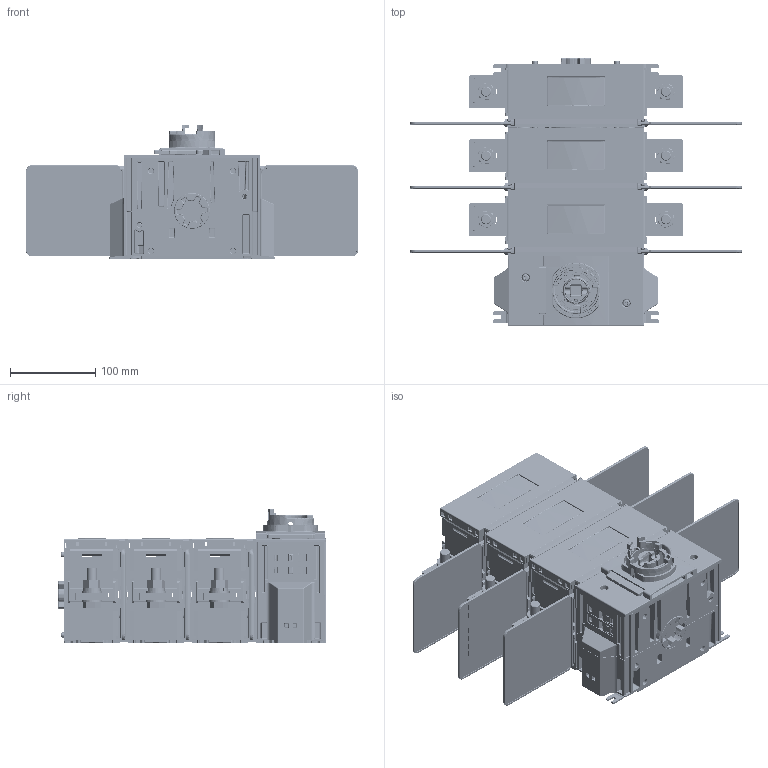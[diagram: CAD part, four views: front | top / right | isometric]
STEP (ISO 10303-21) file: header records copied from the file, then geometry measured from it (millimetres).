
FILE_DESCRIPTION(/* description */ (''),/* implementation_level */ '2;1');
FILE_NAME(/* name */ 'FILE_STP_CAD_DRAWING_3d_GL1000C1____prt.stp',/* time_stamp */ '2023-04-21T16:10:59+02:00',/* author */ (''),/* organization */ (''),/* preprocessor_version */ 'ST-DEVELOPER v16.7',/* originating_system */ 'SIEMENS PLM Software NX 12.0',/* authorisation */ '');
FILE_SCHEMA (('AUTOMOTIVE_DESIGN { 1 0 10303 214 3 1 1 1 }'));
Products named in the file (1): 3d_GL1000C1___
Bounding box: 388.92 x 313.15 x 156.94 mm (x, y, z)
Surface area: 911331.6 mm2 (no closed solid volume)
Topology: 0 solids, 95 shells, 7419 faces, 27424 edges, 19499 vertices
Faces by surface type: plane 3571, cylinder 2188, bspline 653, cone 490, torus 320, sphere 197
Full cylindrical faces by diameter (mm): 2.1 x6, 3 x12, 3.4 x2, 3.927 x12, 4.2 x12, 4.3 x2, 4.8 x2, 5 x2, 5.5 x8, 6.6 x4, 7 x3, 9 x2, 10.579 x6, 11.732 x6, 13 x12, 16.63 x6, 24 x12, 41.04 x1, 50.3 x1
Entity records: 312558 total; most frequent: CARTESIAN_POINT 87390, DIRECTION 46690, ORIENTED_EDGE 42328, EDGE_CURVE 26821, VERTEX_POINT 19383, AXIS2_PLACEMENT_3D 15879, LINE 14932, VECTOR 14932
